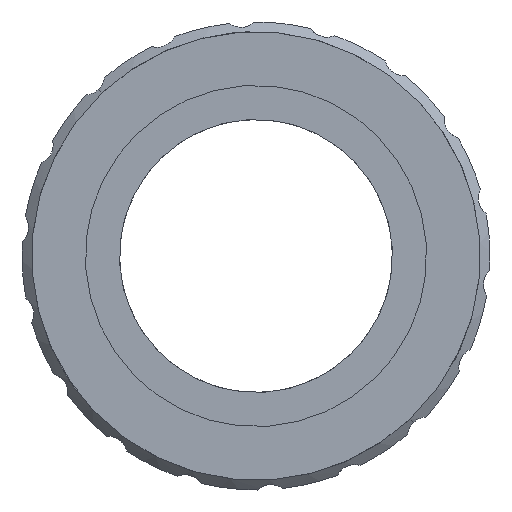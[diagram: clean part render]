
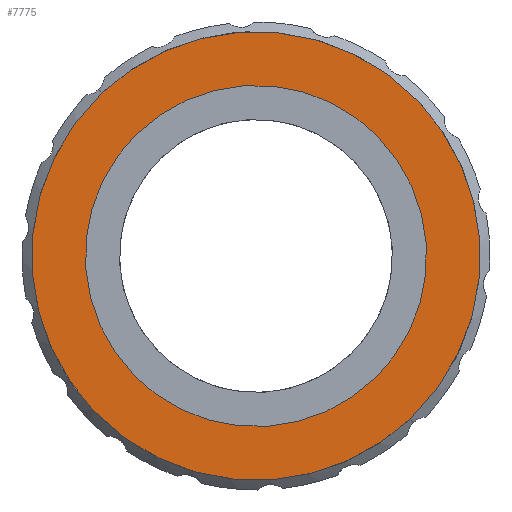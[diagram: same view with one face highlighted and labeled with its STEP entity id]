
A CAD part, front view. The second image highlights one B-rep face of the part: STEP entity #7775.
In plain terms, the highlighted planar face has unit normal (0, -1, 0).
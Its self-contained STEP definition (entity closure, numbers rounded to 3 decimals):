
#109 = DIRECTION ( 'NONE',  ( 0., -1., 0. ) ) ;
#366 = AXIS2_PLACEMENT_3D ( 'NONE', #1247, #9259, #10162 ) ;
#561 = VERTEX_POINT ( 'NONE', #2603 ) ;
#956 = DIRECTION ( 'NONE',  ( -0.9, 0., 0.436 ) ) ;
#1071 = EDGE_LOOP ( 'NONE', ( #2684, #5570 ) ) ;
#1247 = CARTESIAN_POINT ( 'NONE',  ( 5.972, -30.549, 44.903 ) ) ;
#1555 = AXIS2_PLACEMENT_3D ( 'NONE', #3157, #6406, #6571 ) ;
#1595 = CIRCLE ( 'NONE', #8554, 16.6 ) ;
#1903 = ORIENTED_EDGE ( 'NONE', *, *, #3826, .F. ) ;
#2181 = DIRECTION ( 'NONE',  ( 0.9, 0., -0.436 ) ) ;
#2287 = DIRECTION ( 'NONE',  ( 0., 1., 0. ) ) ;
#2421 = CARTESIAN_POINT ( 'NONE',  ( 5.972, -30.549, 44.903 ) ) ;
#2565 = CIRCLE ( 'NONE', #7314, 23. ) ;
#2603 = CARTESIAN_POINT ( 'NONE',  ( 20.911, -30.549, 37.666 ) ) ;
#2684 = ORIENTED_EDGE ( 'NONE', *, *, #4757, .T. ) ;
#3157 = CARTESIAN_POINT ( 'NONE',  ( 5.972, -30.549, 44.903 ) ) ;
#3826 = EDGE_CURVE ( 'NONE', #3980, #561, #10028, .T. ) ;
#3980 = VERTEX_POINT ( 'NONE', #5096 ) ;
#4630 = FACE_BOUND ( 'NONE', #6154, .T. ) ;
#4757 = EDGE_CURVE ( 'NONE', #6377, #10030, #2565, .T. ) ;
#4809 = AXIS2_PLACEMENT_3D ( 'NONE', #7876, #2287, #2181 ) ;
#4838 = FACE_OUTER_BOUND ( 'NONE', #1071, .T. ) ;
#4859 = EDGE_CURVE ( 'NONE', #10030, #6377, #7489, .T. ) ;
#5002 = ORIENTED_EDGE ( 'NONE', *, *, #8207, .F. ) ;
#5096 = CARTESIAN_POINT ( 'NONE',  ( -8.968, -30.549, 52.14 ) ) ;
#5238 = CARTESIAN_POINT ( 'NONE',  ( 26.671, -30.549, 34.876 ) ) ;
#5570 = ORIENTED_EDGE ( 'NONE', *, *, #4859, .T. ) ;
#5774 = CARTESIAN_POINT ( 'NONE',  ( 5.972, -30.549, 44.903 ) ) ;
#6154 = EDGE_LOOP ( 'NONE', ( #1903, #5002 ) ) ;
#6332 = PLANE ( 'NONE',  #4809 ) ;
#6377 = VERTEX_POINT ( 'NONE', #6442 ) ;
#6406 = DIRECTION ( 'NONE',  ( 0., -1., 0. ) ) ;
#6442 = CARTESIAN_POINT ( 'NONE',  ( -14.727, -30.549, 54.931 ) ) ;
#6571 = DIRECTION ( 'NONE',  ( -0.9, 0., 0.436 ) ) ;
#7314 = AXIS2_PLACEMENT_3D ( 'NONE', #2421, #109, #8117 ) ;
#7489 = CIRCLE ( 'NONE', #1555, 23. ) ;
#7775 = ADVANCED_FACE ( 'NONE', ( #4630, #4838 ), #6332, .F. ) ;
#7876 = CARTESIAN_POINT ( 'NONE',  ( 15.999, -30.549, 65.602 ) ) ;
#8117 = DIRECTION ( 'NONE',  ( -0.9, 0., 0.436 ) ) ;
#8207 = EDGE_CURVE ( 'NONE', #561, #3980, #1595, .T. ) ;
#8554 = AXIS2_PLACEMENT_3D ( 'NONE', #5774, #9018, #956 ) ;
#9018 = DIRECTION ( 'NONE',  ( 0., -1., 0. ) ) ;
#9259 = DIRECTION ( 'NONE',  ( 0., -1., 0. ) ) ;
#10028 = CIRCLE ( 'NONE', #366, 16.6 ) ;
#10030 = VERTEX_POINT ( 'NONE', #5238 ) ;
#10162 = DIRECTION ( 'NONE',  ( -0.9, 0., 0.436 ) ) ;
